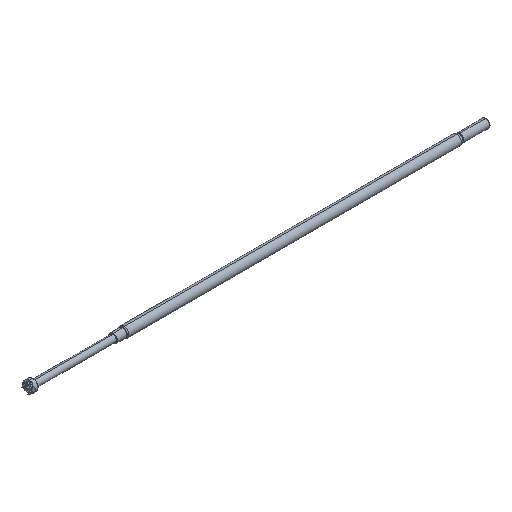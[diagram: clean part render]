
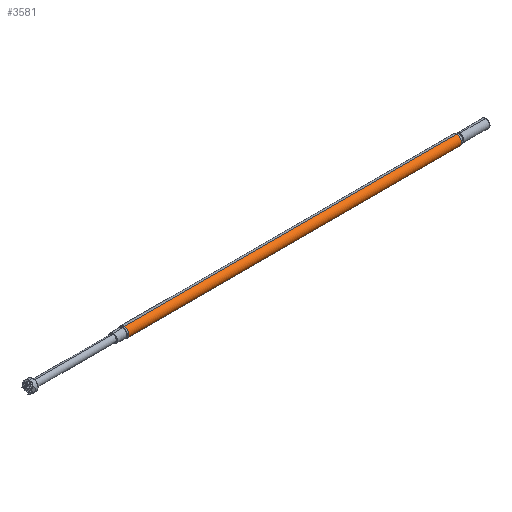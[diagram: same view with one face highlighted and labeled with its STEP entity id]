
A CAD part, isometric view. The second image highlights one B-rep face of the part: STEP entity #3581.
In plain terms, the highlighted cylindrical face has radius 0.391 mm (diameter 0.782 mm), a partial arc.
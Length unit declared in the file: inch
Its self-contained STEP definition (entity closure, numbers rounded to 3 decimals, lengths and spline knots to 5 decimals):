
#525 = CARTESIAN_POINT ( 'NONE',  ( 1.178, 0., -0.0154 ) ) ;
#577 = VECTOR ( 'NONE', #8018, 39.37008 ) ;
#655 = CARTESIAN_POINT ( 'NONE',  ( 0.03499, 0., 0. ) ) ;
#781 = CIRCLE ( 'NONE', #7459, 0.0154 ) ;
#938 = CIRCLE ( 'NONE', #4924, 0.0154 ) ;
#998 = ORIENTED_EDGE ( 'NONE', *, *, #2650, .T. ) ;
#1203 = LINE ( 'NONE', #525, #4601 ) ;
#1612 = EDGE_LOOP ( 'NONE', ( #2713, #2002, #998, #1977 ) ) ;
#1627 = CARTESIAN_POINT ( 'NONE',  ( 1.178, 0., 0. ) ) ;
#1831 = VERTEX_POINT ( 'NONE', #3552 ) ;
#1977 = ORIENTED_EDGE ( 'NONE', *, *, #7120, .F. ) ;
#2002 = ORIENTED_EDGE ( 'NONE', *, *, #2202, .F. ) ;
#2177 = CYLINDRICAL_SURFACE ( 'NONE', #8046, 0.0154 ) ;
#2202 = EDGE_CURVE ( 'NONE', #1831, #4179, #781, .T. ) ;
#2271 = DIRECTION ( 'NONE',  ( 1., 0., 0. ) ) ;
#2587 = DIRECTION ( 'NONE',  ( -1., 0., 0. ) ) ;
#2650 = EDGE_CURVE ( 'NONE', #1831, #7060, #1203, .T. ) ;
#2713 = ORIENTED_EDGE ( 'NONE', *, *, #3016, .F. ) ;
#3016 = EDGE_CURVE ( 'NONE', #4179, #6140, #5490, .T. ) ;
#3134 = DIRECTION ( 'NONE',  ( 1., 0., 0. ) ) ;
#3552 = CARTESIAN_POINT ( 'NONE',  ( 0.03499, 0., -0.0154 ) ) ;
#3581 = ADVANCED_FACE ( 'NONE', ( #4666 ), #2177, .T. ) ;
#3628 = CARTESIAN_POINT ( 'NONE',  ( 1.178, 0., 0.0154 ) ) ;
#3720 = CARTESIAN_POINT ( 'NONE',  ( 1.085, 0., 0.0154 ) ) ;
#4179 = VERTEX_POINT ( 'NONE', #7593 ) ;
#4601 = VECTOR ( 'NONE', #4986, 39.37008 ) ;
#4666 = FACE_OUTER_BOUND ( 'NONE', #1612, .T. ) ;
#4828 = DIRECTION ( 'NONE',  ( 0., 0., -1. ) ) ;
#4924 = AXIS2_PLACEMENT_3D ( 'NONE', #6882, #3134, #7528 ) ;
#4986 = DIRECTION ( 'NONE',  ( 1., 0., 0. ) ) ;
#5490 = LINE ( 'NONE', #3628, #577 ) ;
#6140 = VERTEX_POINT ( 'NONE', #3720 ) ;
#6244 = CARTESIAN_POINT ( 'NONE',  ( 1.085, 0., -0.0154 ) ) ;
#6679 = DIRECTION ( 'NONE',  ( 0., 0., 1. ) ) ;
#6882 = CARTESIAN_POINT ( 'NONE',  ( 1.085, 0., 0. ) ) ;
#7060 = VERTEX_POINT ( 'NONE', #6244 ) ;
#7120 = EDGE_CURVE ( 'NONE', #6140, #7060, #938, .T. ) ;
#7459 = AXIS2_PLACEMENT_3D ( 'NONE', #655, #2587, #6679 ) ;
#7528 = DIRECTION ( 'NONE',  ( 0., 0., -1. ) ) ;
#7593 = CARTESIAN_POINT ( 'NONE',  ( 0.03499, 0., 0.0154 ) ) ;
#8018 = DIRECTION ( 'NONE',  ( 1., 0., 0. ) ) ;
#8046 = AXIS2_PLACEMENT_3D ( 'NONE', #1627, #2271, #4828 ) ;
